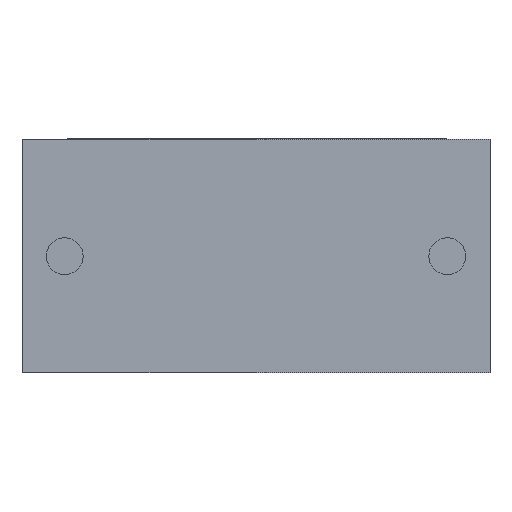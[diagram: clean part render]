
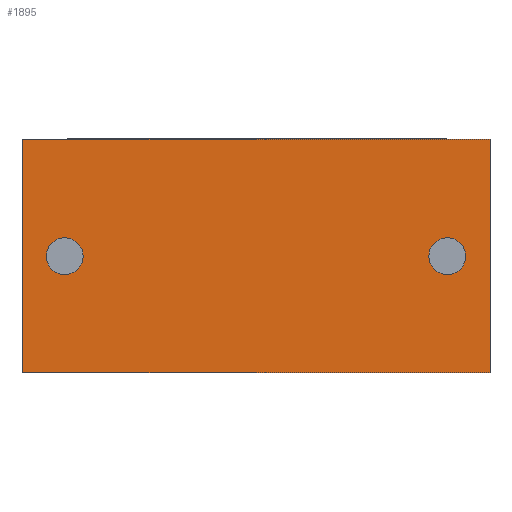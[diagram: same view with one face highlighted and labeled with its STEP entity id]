
A CAD part, front view. The second image highlights one B-rep face of the part: STEP entity #1895.
In plain terms, the highlighted planar face has unit normal (0, -1, 0).
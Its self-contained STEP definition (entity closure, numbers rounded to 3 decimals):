
#37 = CARTESIAN_POINT ( 'NONE',  ( 0., 0., 2.79 ) ) ;
#38 = DIRECTION ( 'NONE',  ( 0., -1., 0. ) ) ;
#78 = EDGE_LOOP ( 'NONE', ( #1361, #3182, #2255, #466 ) ) ;
#86 = PLANE ( 'NONE',  #1110 ) ;
#219 = EDGE_CURVE ( 'NONE', #678, #2958, #1808, .T. ) ;
#235 = EDGE_LOOP ( 'NONE', ( #1273, #1047 ) ) ;
#466 = ORIENTED_EDGE ( 'NONE', *, *, #2592, .T. ) ;
#484 = DIRECTION ( 'NONE',  ( -1., 0., 0. ) ) ;
#493 = EDGE_CURVE ( 'NONE', #2958, #1853, #688, .T. ) ;
#508 = AXIS2_PLACEMENT_3D ( 'NONE', #576, #600, #1561 ) ;
#511 = CARTESIAN_POINT ( 'NONE',  ( -5.08, 0., 1.395 ) ) ;
#548 = AXIS2_PLACEMENT_3D ( 'NONE', #875, #2884, #2116 ) ;
#576 = CARTESIAN_POINT ( 'NONE',  ( -5.08, 0., 1.395 ) ) ;
#600 = DIRECTION ( 'NONE',  ( 0., -1., 0. ) ) ;
#678 = VERTEX_POINT ( 'NONE', #1504 ) ;
#682 = CIRCLE ( 'NONE', #548, 0.22 ) ;
#688 = LINE ( 'NONE', #3174, #2120 ) ;
#694 = CARTESIAN_POINT ( 'NONE',  ( -0.51, 0., 1.395 ) ) ;
#728 = LINE ( 'NONE', #2957, #1000 ) ;
#744 = CARTESIAN_POINT ( 'NONE',  ( -5.08, 0., 1.615 ) ) ;
#863 = FACE_BOUND ( 'NONE', #2513, .T. ) ;
#875 = CARTESIAN_POINT ( 'NONE',  ( -0.51, 0., 1.395 ) ) ;
#927 = ORIENTED_EDGE ( 'NONE', *, *, #1002, .F. ) ;
#1000 = VECTOR ( 'NONE', #2713, 1000. ) ;
#1002 = EDGE_CURVE ( 'NONE', #2320, #2376, #682, .T. ) ;
#1047 = ORIENTED_EDGE ( 'NONE', *, *, #2939, .F. ) ;
#1060 = DIRECTION ( 'NONE',  ( 0., 1., 0. ) ) ;
#1084 = CIRCLE ( 'NONE', #2114, 0.22 ) ;
#1110 = AXIS2_PLACEMENT_3D ( 'NONE', #1801, #1060, #1544 ) ;
#1180 = DIRECTION ( 'NONE',  ( 0., 0., -1. ) ) ;
#1230 = VECTOR ( 'NONE', #2418, 1000. ) ;
#1273 = ORIENTED_EDGE ( 'NONE', *, *, #2154, .F. ) ;
#1283 = ORIENTED_EDGE ( 'NONE', *, *, #2879, .F. ) ;
#1361 = ORIENTED_EDGE ( 'NONE', *, *, #2960, .T. ) ;
#1415 = CIRCLE ( 'NONE', #508, 0.22 ) ;
#1431 = DIRECTION ( 'NONE',  ( 0., -1., 0. ) ) ;
#1500 = CARTESIAN_POINT ( 'NONE',  ( 0., 0., 0. ) ) ;
#1504 = CARTESIAN_POINT ( 'NONE',  ( -5.59, 0., 2.79 ) ) ;
#1511 = VECTOR ( 'NONE', #1803, 1000. ) ;
#1544 = DIRECTION ( 'NONE',  ( -1., 0., 0. ) ) ;
#1561 = DIRECTION ( 'NONE',  ( -1., 0., 0. ) ) ;
#1645 = FACE_OUTER_BOUND ( 'NONE', #78, .T. ) ;
#1671 = AXIS2_PLACEMENT_3D ( 'NONE', #511, #38, #1741 ) ;
#1741 = DIRECTION ( 'NONE',  ( -1., 0., 0. ) ) ;
#1767 = CIRCLE ( 'NONE', #1671, 0.22 ) ;
#1801 = CARTESIAN_POINT ( 'NONE',  ( 0., 0., 2.79 ) ) ;
#1803 = DIRECTION ( 'NONE',  ( 0., 0., -1. ) ) ;
#1808 = LINE ( 'NONE', #37, #1230 ) ;
#1853 = VERTEX_POINT ( 'NONE', #1500 ) ;
#1895 = ADVANCED_FACE ( 'NONE', ( #3079, #1645, #863 ), #86, .F. ) ;
#2114 = AXIS2_PLACEMENT_3D ( 'NONE', #694, #1431, #484 ) ;
#2116 = DIRECTION ( 'NONE',  ( -1., 0., 0. ) ) ;
#2120 = VECTOR ( 'NONE', #1180, 1000. ) ;
#2143 = CARTESIAN_POINT ( 'NONE',  ( -0.51, 0., 1.615 ) ) ;
#2154 = EDGE_CURVE ( 'NONE', #2921, #2832, #1415, .T. ) ;
#2172 = LINE ( 'NONE', #2321, #1511 ) ;
#2255 = ORIENTED_EDGE ( 'NONE', *, *, #219, .F. ) ;
#2320 = VERTEX_POINT ( 'NONE', #2143 ) ;
#2321 = CARTESIAN_POINT ( 'NONE',  ( -5.59, 0., 2.79 ) ) ;
#2376 = VERTEX_POINT ( 'NONE', #2940 ) ;
#2418 = DIRECTION ( 'NONE',  ( 1., 0., 0. ) ) ;
#2513 = EDGE_LOOP ( 'NONE', ( #927, #1283 ) ) ;
#2592 = EDGE_CURVE ( 'NONE', #678, #2955, #2172, .T. ) ;
#2699 = CARTESIAN_POINT ( 'NONE',  ( -5.59, 0., 0. ) ) ;
#2713 = DIRECTION ( 'NONE',  ( 1., 0., 0. ) ) ;
#2832 = VERTEX_POINT ( 'NONE', #2894 ) ;
#2879 = EDGE_CURVE ( 'NONE', #2376, #2320, #1084, .T. ) ;
#2884 = DIRECTION ( 'NONE',  ( 0., -1., 0. ) ) ;
#2894 = CARTESIAN_POINT ( 'NONE',  ( -5.08, 0., 1.175 ) ) ;
#2921 = VERTEX_POINT ( 'NONE', #744 ) ;
#2939 = EDGE_CURVE ( 'NONE', #2832, #2921, #1767, .T. ) ;
#2940 = CARTESIAN_POINT ( 'NONE',  ( -0.51, 0., 1.175 ) ) ;
#2955 = VERTEX_POINT ( 'NONE', #2699 ) ;
#2957 = CARTESIAN_POINT ( 'NONE',  ( 0., 0., 0. ) ) ;
#2958 = VERTEX_POINT ( 'NONE', #2990 ) ;
#2960 = EDGE_CURVE ( 'NONE', #2955, #1853, #728, .T. ) ;
#2990 = CARTESIAN_POINT ( 'NONE',  ( 0., 0., 2.79 ) ) ;
#3079 = FACE_BOUND ( 'NONE', #235, .T. ) ;
#3174 = CARTESIAN_POINT ( 'NONE',  ( 0., 0., 2.79 ) ) ;
#3182 = ORIENTED_EDGE ( 'NONE', *, *, #493, .F. ) ;
